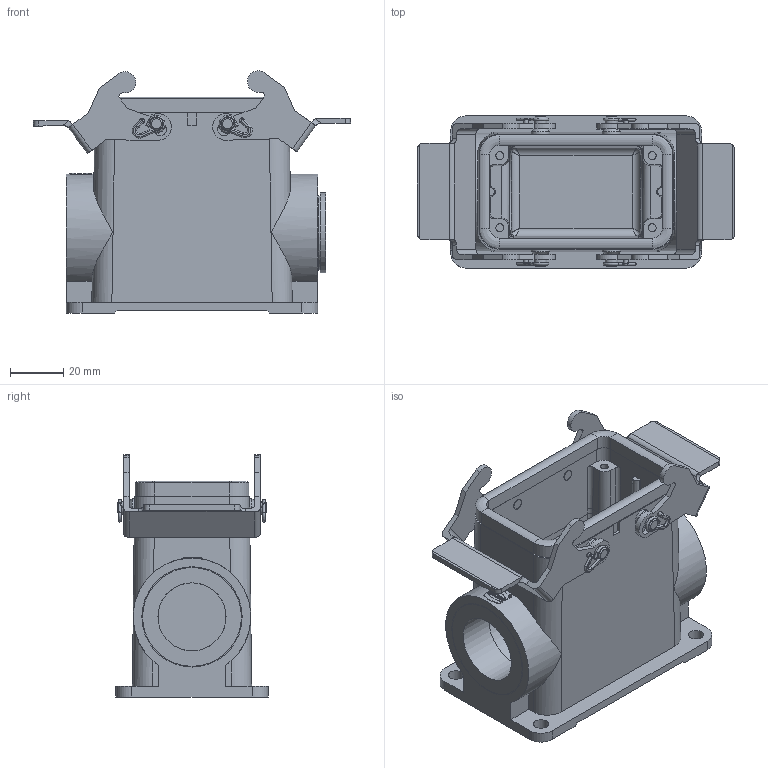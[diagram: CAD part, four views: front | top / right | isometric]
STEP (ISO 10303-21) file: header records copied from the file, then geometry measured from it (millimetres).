
FILE_DESCRIPTION((''),'2;1');
FILE_NAME('04300100264.stp','2020-07-07T15:13:14',('e.eickhoff'),(''),'Autodesk Inventor 2012','Autodesk Inventor 2012','');
FILE_SCHEMA(('AUTOMOTIVE_DESIGN { 1 0 10303 214 1 1 1 1 }'));
Length unit declared in the file: millimetre
Products named in the file (5): 04300100264; Metallbügel QBÜ; KBRM25; M25-PG29 Adapter
Assembly tree (6 placements, depth 2):
  04300100264
    04300100264
    Metallbügel QBÜ  x2
    KBRM25
    M25-PG29 Adapter  x2
Bounding box: 118.68 x 57 x 90.61 mm (x, y, z)
Volume: 136970.1 mm3; surface area: 67704.4 mm2
Topology: 10 solids, 10 shells, 518 faces, 1371 edges, 903 vertices
Faces by surface type: plane 273, cylinder 192, cone 22, torus 21, bspline 10
Full cylindrical faces by diameter (mm): 1.7 x4, 2 x4, 3 x4, 4 x4, 4.8 x4, 5.6 x4, 7 x4, 25.5 x3, 28 x1, 30 x1, 32 x2, 37 x2, 37.5 x2
Entity records: 14394 total; most frequent: CARTESIAN_POINT 3746, DIRECTION 2175, ORIENTED_EDGE 2070, EDGE_CURVE 1035, AXIS2_PLACEMENT_3D 802, VERTEX_POINT 703, VECTOR 571, LINE 571
